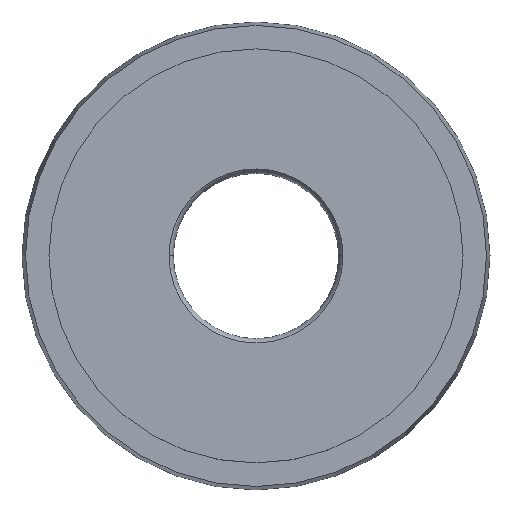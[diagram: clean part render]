
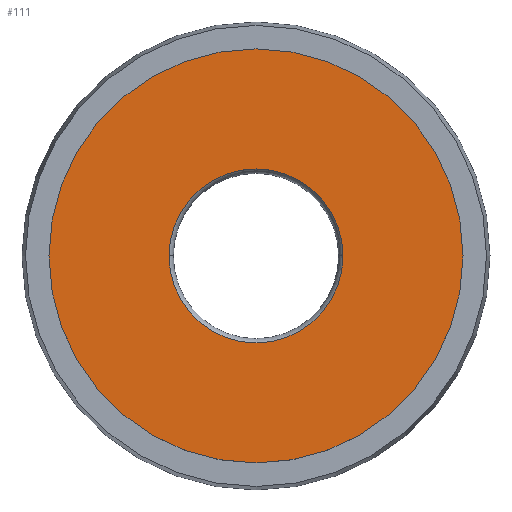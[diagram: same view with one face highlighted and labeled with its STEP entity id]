
A CAD part, top view. The second image highlights one B-rep face of the part: STEP entity #111.
In plain terms, the highlighted planar face has unit normal (0, 0, 1).
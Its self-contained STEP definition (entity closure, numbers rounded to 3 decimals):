
#9 = CARTESIAN_POINT ( 'NONE',  ( 0., 0., 0. ) ) ;
#46 = CIRCLE ( 'NONE', #490, 11.9 ) ;
#50 = DIRECTION ( 'NONE',  ( 0., 0., -1. ) ) ;
#51 = CARTESIAN_POINT ( 'NONE',  ( 11.9, 0., 0. ) ) ;
#62 = DIRECTION ( 'NONE',  ( 0., 0., 1. ) ) ;
#71 = CARTESIAN_POINT ( 'NONE',  ( 0., 0., 0. ) ) ;
#73 = DIRECTION ( 'NONE',  ( 0., 0., 1. ) ) ;
#100 = VERTEX_POINT ( 'NONE', #595 ) ;
#111 = ADVANCED_FACE ( 'NONE', ( #205, #602 ), #403, .F. ) ;
#114 = ORIENTED_EDGE ( 'NONE', *, *, #204, .T. ) ;
#122 = VERTEX_POINT ( 'NONE', #591 ) ;
#133 = EDGE_CURVE ( 'NONE', #478, #444, #338, .T. ) ;
#150 = ORIENTED_EDGE ( 'NONE', *, *, #254, .F. ) ;
#154 = DIRECTION ( 'NONE',  ( -1., 0., 0. ) ) ;
#160 = DIRECTION ( 'NONE',  ( 1., 0., 0. ) ) ;
#170 = CIRCLE ( 'NONE', #531, 5. ) ;
#182 = EDGE_LOOP ( 'NONE', ( #550, #114 ) ) ;
#204 = EDGE_CURVE ( 'NONE', #444, #478, #46, .T. ) ;
#205 = FACE_BOUND ( 'NONE', #520, .T. ) ;
#254 = EDGE_CURVE ( 'NONE', #100, #122, #519, .T. ) ;
#269 = DIRECTION ( 'NONE',  ( 1., 0., 0. ) ) ;
#302 = DIRECTION ( 'NONE',  ( 0., 0., 1. ) ) ;
#304 = DIRECTION ( 'NONE',  ( 1., 0., 0. ) ) ;
#315 = EDGE_CURVE ( 'NONE', #122, #100, #170, .T. ) ;
#318 = CARTESIAN_POINT ( 'NONE',  ( 0., 0., 0. ) ) ;
#338 = CIRCLE ( 'NONE', #619, 11.9 ) ;
#371 = CARTESIAN_POINT ( 'NONE',  ( 0., 0., 0. ) ) ;
#388 = ORIENTED_EDGE ( 'NONE', *, *, #315, .F. ) ;
#403 = PLANE ( 'NONE',  #449 ) ;
#427 = DIRECTION ( 'NONE',  ( 1., 0., 0. ) ) ;
#444 = VERTEX_POINT ( 'NONE', #629 ) ;
#449 = AXIS2_PLACEMENT_3D ( 'NONE', #596, #50, #154 ) ;
#478 = VERTEX_POINT ( 'NONE', #51 ) ;
#490 = AXIS2_PLACEMENT_3D ( 'NONE', #71, #608, #269 ) ;
#519 = CIRCLE ( 'NONE', #523, 5. ) ;
#520 = EDGE_LOOP ( 'NONE', ( #388, #150 ) ) ;
#523 = AXIS2_PLACEMENT_3D ( 'NONE', #318, #62, #160 ) ;
#531 = AXIS2_PLACEMENT_3D ( 'NONE', #371, #73, #427 ) ;
#550 = ORIENTED_EDGE ( 'NONE', *, *, #133, .T. ) ;
#591 = CARTESIAN_POINT ( 'NONE',  ( 5., 0., 0. ) ) ;
#595 = CARTESIAN_POINT ( 'NONE',  ( -5., 0., 0. ) ) ;
#596 = CARTESIAN_POINT ( 'NONE',  ( 0., 0., 0. ) ) ;
#602 = FACE_OUTER_BOUND ( 'NONE', #182, .T. ) ;
#608 = DIRECTION ( 'NONE',  ( 0., 0., 1. ) ) ;
#619 = AXIS2_PLACEMENT_3D ( 'NONE', #9, #302, #304 ) ;
#629 = CARTESIAN_POINT ( 'NONE',  ( -11.9, 0., 0. ) ) ;
